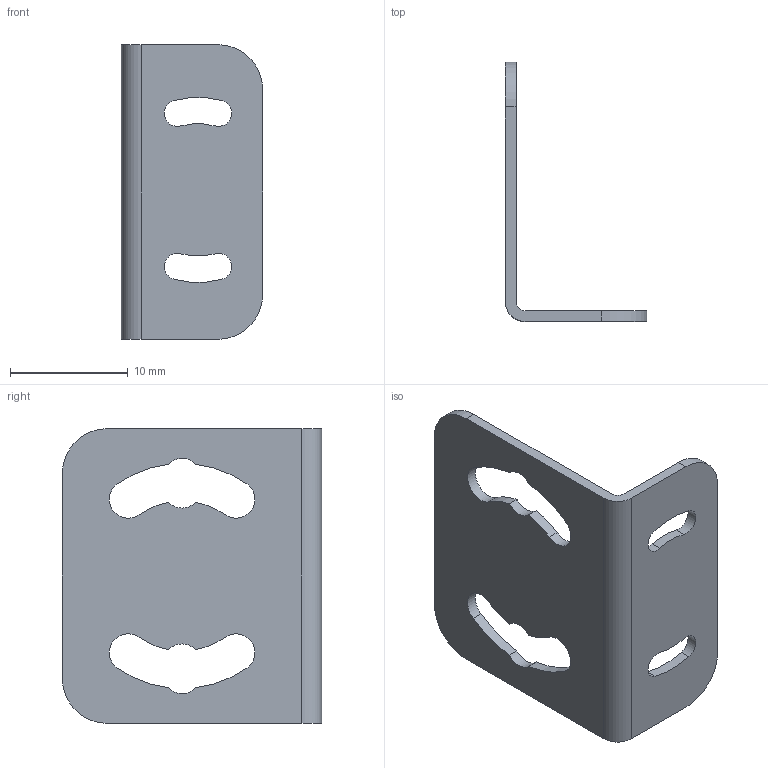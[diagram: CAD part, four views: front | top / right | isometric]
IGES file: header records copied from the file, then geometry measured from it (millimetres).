
Start section:  PTC IGES file: 141862.igs
Global section: file name: 141862.igs; native system: Pro/ENGINEER by Parametric Technology Corporation; preprocessor: 2006170; author: banengservice; organization: Unknown; date: 20080815.124031; units: inch
Bounding box: 11.99 x 22 x 24.99 mm (x, y, z)
Volume: 636.2 mm3; surface area: 1571.5 mm2
Topology: 1 solids, 1 shells, 38 faces, 108 edges, 72 vertices
Faces by surface type: revolution 30, bspline 8
